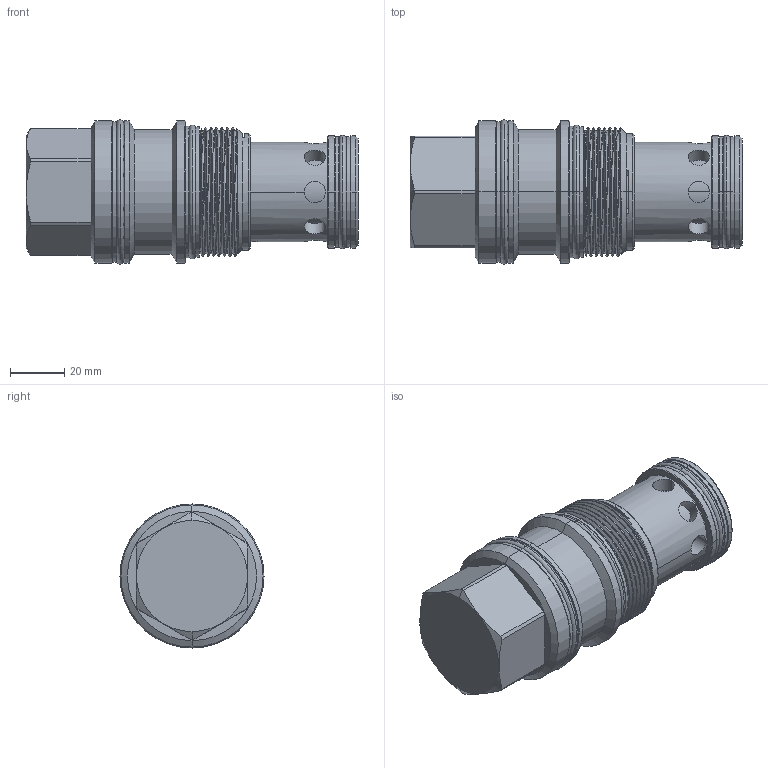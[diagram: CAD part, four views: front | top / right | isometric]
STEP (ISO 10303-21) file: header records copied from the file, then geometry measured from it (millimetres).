
FILE_DESCRIPTION (( 'STEP AP203' ), '1' );
FILE_NAME ('LR19A32-N.STEP', '2020-04-14T07:53:07', ( '' ), ( '' ), 'SwSTEP 2.0', 'SolidWorks 2018', '' );
FILE_SCHEMA (( 'CONFIG_CONTROL_DESIGN' ));
Length unit declared in the file: millimetre
Products named in the file (1): LR19A32-N
Bounding box: 122.34 x 53.11 x 53.11 mm (x, y, z)
Volume: 178543.5 mm3; surface area: 32960.1 mm2
Topology: 6 solids, 6 shells, 173 faces, 382 edges, 237 vertices
Faces by surface type: cylinder 97, plane 31, cone 28, torus 14, bspline 3
Entity records: 7303 total; most frequent: CARTESIAN_POINT 3465, DIRECTION 803, ORIENTED_EDGE 764, EDGE_CURVE 382, AXIS2_PLACEMENT_3D 335, VERTEX_POINT 237, EDGE_LOOP 199, ADVANCED_FACE 173
